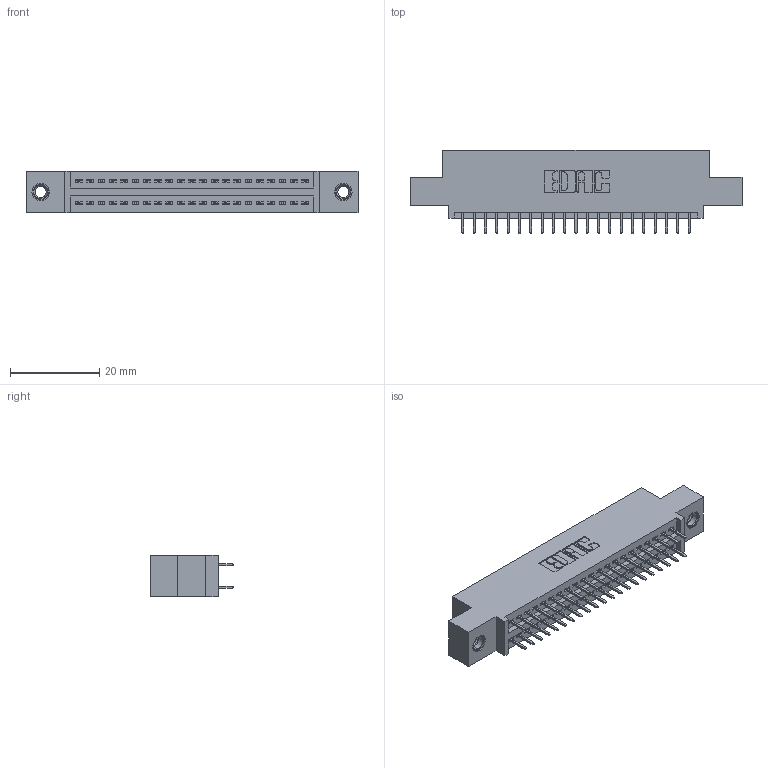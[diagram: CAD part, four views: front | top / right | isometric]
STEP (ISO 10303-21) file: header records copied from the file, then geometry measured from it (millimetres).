
FILE_DESCRIPTION (( 'STEP AP203' ), '1' );
FILE_NAME ('395-042-525-507.STEP', '2020-09-24T03:56:52', ( '' ), ( '' ), 'SwSTEP 2.0', 'SolidWorks 2020', '' );
FILE_SCHEMA (( 'CONFIG_CONTROL_DESIGN' ));
Length unit declared in the file: inch
Products named in the file (4): 395-042-525-507; 345-250-001_345-250-005-103; 345 Part_0.110 Offset - 0.156 Dia-TI; 345-292-001_345-293-125
Assembly tree (45 placements, depth 2):
  395-042-525-507
    345 Part_0.110 Offset - 0.156 Dia-TI
    345-292-001_345-293-125  x42
    345-250-001_345-250-005-103  x2
Bounding box: 74.55 x 18.72 x 9.4 mm (x, y, z)
Volume: 6890.8 mm3; surface area: 9691.5 mm2
Topology: 45 solids, 45 shells, 2458 faces, 6915 edges, 4434 vertices
Faces by surface type: plane 1754, cylinder 688, cone 12, torus 4
Entity records: 20696 total; most frequent: CARTESIAN_POINT 3471, ORIENTED_EDGE 3398, DIRECTION 3113, EDGE_CURVE 1699, VECTOR 1467, LINE 1467, VERTEX_POINT 1124, AXIS2_PLACEMENT_3D 823
